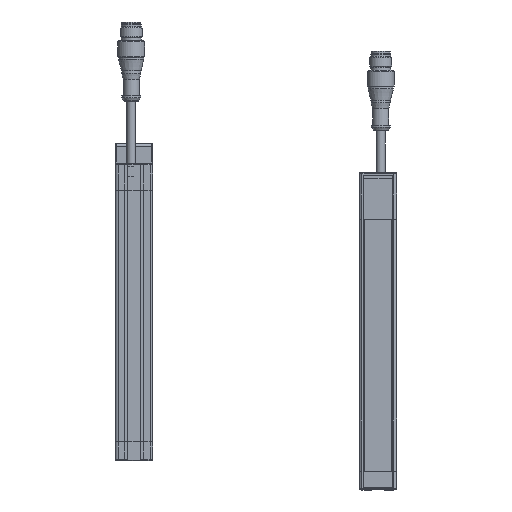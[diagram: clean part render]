
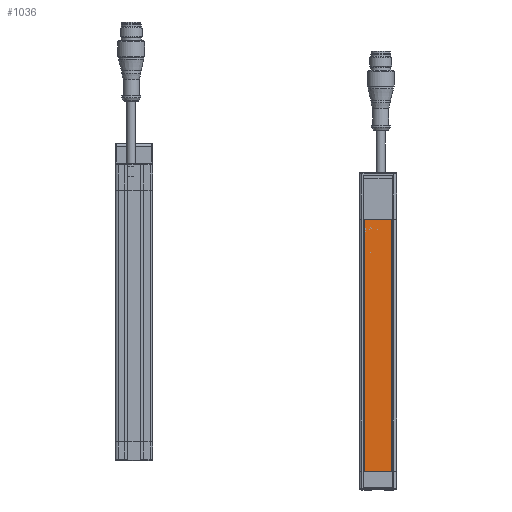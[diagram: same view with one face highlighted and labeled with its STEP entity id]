
A CAD part, top view. The second image highlights one B-rep face of the part: STEP entity #1036.
In plain terms, the highlighted planar face has unit normal (0, 0, 1).
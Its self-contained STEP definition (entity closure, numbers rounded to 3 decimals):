
#1036 = ADVANCED_FACE( '', ( #2418 ), #2419, .F. );
#2418 = FACE_OUTER_BOUND( '', #4561, .T. );
#2419 = PLANE( '', #4562 );
#4561 = EDGE_LOOP( '', ( #9065, #9066, #9067, #9068 ) );
#4562 = AXIS2_PLACEMENT_3D( '', #9069, #9070, #9071 );
#9065 = ORIENTED_EDGE( '', *, *, #10990, .T. );
#9066 = ORIENTED_EDGE( '', *, *, #11016, .F. );
#9067 = ORIENTED_EDGE( '', *, *, #10961, .F. );
#9068 = ORIENTED_EDGE( '', *, *, #10992, .T. );
#9069 = CARTESIAN_POINT( '', ( -7.35, 135., 31.697 ) );
#9070 = DIRECTION( '', ( 0., 0., -1. ) );
#9071 = DIRECTION( '', ( -1., 0., 0. ) );
#10961 = EDGE_CURVE( '', #13184, #13186, #13187, .T. );
#10990 = EDGE_CURVE( '', #13243, #13241, #13244, .T. );
#10992 = EDGE_CURVE( '', #13184, #13243, #13246, .T. );
#11016 = EDGE_CURVE( '', #13186, #13241, #13270, .T. );
#13184 = VERTEX_POINT( '', #16239 );
#13186 = VERTEX_POINT( '', #16242 );
#13187 = LINE( '', #16243, #16244 );
#13241 = VERTEX_POINT( '', #16311 );
#13243 = VERTEX_POINT( '', #16314 );
#13244 = LINE( '', #16315, #16316 );
#13246 = LINE( '', #16319, #16320 );
#13270 = LINE( '', #16367, #16368 );
#16239 = CARTESIAN_POINT( '', ( -7.35, 134., 31.697 ) );
#16242 = CARTESIAN_POINT( '', ( 7.35, 134., 31.697 ) );
#16243 = CARTESIAN_POINT( '', ( -7.35, 134., 31.697 ) );
#16244 = VECTOR( '', #19499, 1000. );
#16311 = CARTESIAN_POINT( '', ( 7.35, 0., 31.697 ) );
#16314 = CARTESIAN_POINT( '', ( -7.35, 0., 31.697 ) );
#16315 = CARTESIAN_POINT( '', ( -7.35, 0., 31.697 ) );
#16316 = VECTOR( '', #19556, 1000. );
#16319 = CARTESIAN_POINT( '', ( -7.35, 135., 31.697 ) );
#16320 = VECTOR( '', #19558, 1000. );
#16367 = CARTESIAN_POINT( '', ( 7.35, 135., 31.697 ) );
#16368 = VECTOR( '', #19582, 1000. );
#19499 = DIRECTION( '', ( 1., 0., 0. ) );
#19556 = DIRECTION( '', ( 1., 0., 0. ) );
#19558 = DIRECTION( '', ( 0., -1., 0. ) );
#19582 = DIRECTION( '', ( 0., -1., 0. ) );
